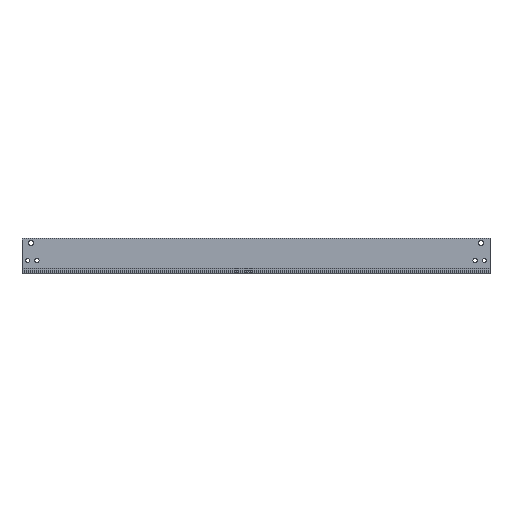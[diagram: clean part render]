
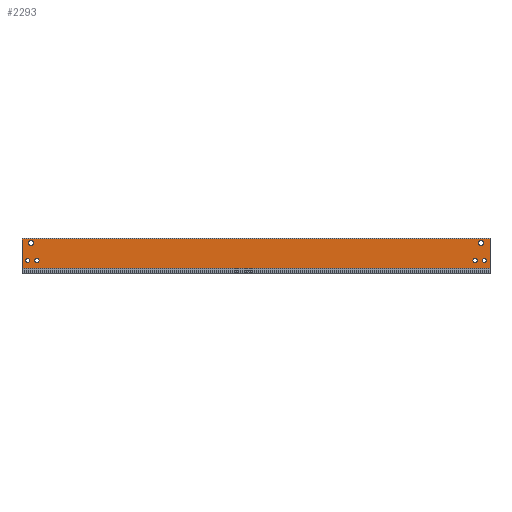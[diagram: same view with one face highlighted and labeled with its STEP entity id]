
A CAD part, top view. The second image highlights one B-rep face of the part: STEP entity #2293.
In plain terms, the highlighted planar face has unit normal (0, 0, 1).
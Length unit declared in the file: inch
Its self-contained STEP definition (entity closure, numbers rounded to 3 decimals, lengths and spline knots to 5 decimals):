
#15=FACE_BOUND('',#236,.T.);
#16=FACE_BOUND('',#237,.T.);
#17=FACE_BOUND('',#238,.T.);
#18=FACE_BOUND('',#239,.T.);
#19=FACE_BOUND('',#240,.T.);
#20=FACE_BOUND('',#241,.T.);
#57=PLANE('',#2475);
#125=FACE_OUTER_BOUND('',#235,.T.);
#235=EDGE_LOOP('',(#1665,#1666,#1667,#1668));
#236=EDGE_LOOP('',(#1669));
#237=EDGE_LOOP('',(#1670));
#238=EDGE_LOOP('',(#1671));
#239=EDGE_LOOP('',(#1672));
#240=EDGE_LOOP('',(#1673));
#241=EDGE_LOOP('',(#1674));
#406=LINE('',#3682,#622);
#407=LINE('',#3684,#623);
#408=LINE('',#3686,#624);
#409=LINE('',#3687,#625);
#622=VECTOR('',#2874,2.48031);
#623=VECTOR('',#2875,39.37008);
#624=VECTOR('',#2876,2.48031);
#625=VECTOR('',#2877,39.37008);
#769=CIRCLE('',#2396,0.21875);
#777=CIRCLE('',#2406,0.21875);
#791=CIRCLE('',#2433,0.17717);
#795=CIRCLE('',#2443,0.17717);
#799=CIRCLE('',#2453,0.17717);
#803=CIRCLE('',#2463,0.17717);
#889=VERTEX_POINT('',#3353);
#901=VERTEX_POINT('',#3417);
#929=VERTEX_POINT('',#3533);
#937=VERTEX_POINT('',#3553);
#945=VERTEX_POINT('',#3573);
#953=VERTEX_POINT('',#3593);
#987=VERTEX_POINT('',#3680);
#988=VERTEX_POINT('',#3681);
#989=VERTEX_POINT('',#3683);
#990=VERTEX_POINT('',#3685);
#1129=EDGE_CURVE('',#889,#889,#769,.T.);
#1143=EDGE_CURVE('',#901,#901,#777,.T.);
#1184=EDGE_CURVE('',#929,#929,#791,.T.);
#1194=EDGE_CURVE('',#937,#937,#795,.T.);
#1204=EDGE_CURVE('',#945,#945,#799,.T.);
#1214=EDGE_CURVE('',#953,#953,#803,.T.);
#1258=EDGE_CURVE('',#987,#988,#406,.T.);
#1259=EDGE_CURVE('',#987,#989,#407,.T.);
#1260=EDGE_CURVE('',#989,#990,#408,.T.);
#1261=EDGE_CURVE('',#990,#988,#409,.F.);
#1665=ORIENTED_EDGE('',*,*,#1258,.F.);
#1666=ORIENTED_EDGE('',*,*,#1259,.T.);
#1667=ORIENTED_EDGE('',*,*,#1260,.T.);
#1668=ORIENTED_EDGE('',*,*,#1261,.T.);
#1669=ORIENTED_EDGE('',*,*,#1129,.T.);
#1670=ORIENTED_EDGE('',*,*,#1143,.T.);
#1671=ORIENTED_EDGE('',*,*,#1184,.T.);
#1672=ORIENTED_EDGE('',*,*,#1194,.T.);
#1673=ORIENTED_EDGE('',*,*,#1204,.T.);
#1674=ORIENTED_EDGE('',*,*,#1214,.T.);
#2293=ADVANCED_FACE('',(#125,#15,#16,#17,#18,#19,#20),#57,.F.);
#2396=AXIS2_PLACEMENT_3D('',#3354,#2645,#2646);
#2406=AXIS2_PLACEMENT_3D('',#3418,#2667,#2668);
#2433=AXIS2_PLACEMENT_3D('',#3534,#2742,#2743);
#2443=AXIS2_PLACEMENT_3D('',#3554,#2764,#2765);
#2453=AXIS2_PLACEMENT_3D('',#3574,#2786,#2787);
#2463=AXIS2_PLACEMENT_3D('',#3594,#2808,#2809);
#2475=AXIS2_PLACEMENT_3D('',#3679,#2872,#2873);
#2645=DIRECTION('center_axis',(0.,0.,-1.));
#2646=DIRECTION('ref_axis',(1.,0.,0.));
#2667=DIRECTION('center_axis',(0.,0.,-1.));
#2668=DIRECTION('ref_axis',(1.,0.,0.));
#2742=DIRECTION('center_axis',(0.,0.,-1.));
#2743=DIRECTION('ref_axis',(1.,0.,0.));
#2764=DIRECTION('center_axis',(0.,0.,-1.));
#2765=DIRECTION('ref_axis',(1.,0.,0.));
#2786=DIRECTION('center_axis',(0.,0.,-1.));
#2787=DIRECTION('ref_axis',(1.,0.,0.));
#2808=DIRECTION('center_axis',(0.,0.,-1.));
#2809=DIRECTION('ref_axis',(1.,0.,0.));
#2872=DIRECTION('center_axis',(0.,0.,-1.));
#2873=DIRECTION('ref_axis',(-1.,0.,0.));
#2874=DIRECTION('',(0.,-1.,0.));
#2875=DIRECTION('',(-1.,0.,0.));
#2876=DIRECTION('',(0.,-1.,0.));
#2877=DIRECTION('',(-1.,0.,0.));
#3353=CARTESIAN_POINT('',(-19.15379,-0.23637,0.98425));
#3354=CARTESIAN_POINT('Origin',(-18.93504,-0.23637,0.98425));
#3417=CARTESIAN_POINT('',(18.71629,-0.23637,0.98425));
#3418=CARTESIAN_POINT('Origin',(18.93504,-0.23637,0.98425));
#3533=CARTESIAN_POINT('',(18.24887,-1.71296,0.98425));
#3534=CARTESIAN_POINT('Origin',(18.42604,-1.71296,0.98425));
#3553=CARTESIAN_POINT('',(-19.3902,-1.71296,0.98425));
#3554=CARTESIAN_POINT('Origin',(-19.21304,-1.71296,0.98425));
#3573=CARTESIAN_POINT('',(-18.6032,-1.71296,0.98425));
#3574=CARTESIAN_POINT('Origin',(-18.42604,-1.71296,0.98425));
#3593=CARTESIAN_POINT('',(19.03587,-1.71296,0.98425));
#3594=CARTESIAN_POINT('Origin',(19.21304,-1.71296,0.98425));
#3679=CARTESIAN_POINT('Origin',(19.68504,0.1378,0.98425));
#3680=CARTESIAN_POINT('',(19.68504,0.09055,0.98425));
#3681=CARTESIAN_POINT('',(19.68504,-2.38976,0.98425));
#3682=CARTESIAN_POINT('',(19.68504,0.09055,0.98425));
#3683=CARTESIAN_POINT('',(-19.68504,0.09055,0.98425));
#3684=CARTESIAN_POINT('',(19.68504,0.09055,0.98425));
#3685=CARTESIAN_POINT('',(-19.68504,-2.38976,0.98425));
#3686=CARTESIAN_POINT('',(-19.68504,0.09055,0.98425));
#3687=CARTESIAN_POINT('',(19.68504,-2.38976,0.98425));
